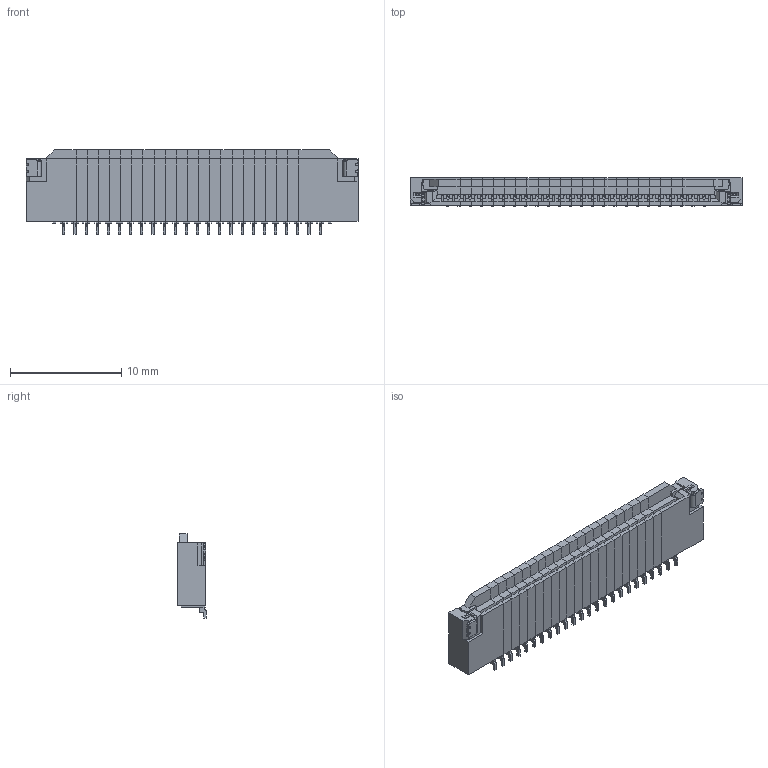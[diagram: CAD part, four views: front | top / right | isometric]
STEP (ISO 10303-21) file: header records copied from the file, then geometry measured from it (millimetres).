
FILE_DESCRIPTION((''),'2;1');
FILE_NAME('F51L_24PIN_ASM','2020-05-08T',('FSA12-PC'),(''),'CREO PARAMETRIC BY PTC INC, 2014500','CREO PARAMETRIC BY PTC INC, 2014500','');
FILE_SCHEMA(('AUTOMOTIVE_DESIGN { 1 0 10303 214 1 1 1 1 }'));
Length unit declared in the file: millimetre
Products named in the file (4): F51L_8PIN_R; F51L_8PIN_M; F51L_8PIN_L; F51L_24PIN_ASM
Assembly tree (22 placements, depth 2):
  F51L_24PIN_ASM
    F51L_8PIN_R
    F51L_8PIN_M  x20
    F51L_8PIN_L
Bounding box: 29.8 x 2.55 x 7.57 mm (x, y, z)
Volume: 279.6 mm3; surface area: 1658.9 mm2
Topology: 42 solids, 42 shells, 3674 faces, 10359 edges, 6820 vertices
Faces by surface type: plane 2610, cylinder 1058, cone 4, bspline 2
Entity records: 35424 total; most frequent: CARTESIAN_POINT 6614, ORIENTED_EDGE 6126, DIRECTION 5745, EDGE_CURVE 3063, VECTOR 2425, LINE 2425, VERTEX_POINT 2013, AXIS2_PLACEMENT_3D 1660
